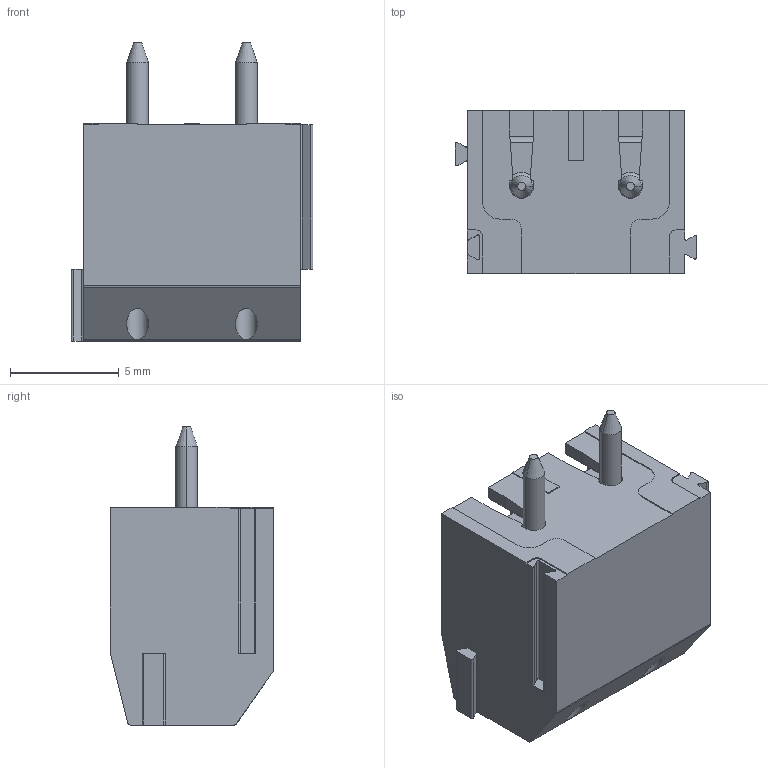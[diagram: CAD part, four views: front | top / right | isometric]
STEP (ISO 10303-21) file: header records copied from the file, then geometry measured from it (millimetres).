
FILE_DESCRIPTION((''),'2;1');
FILE_NAME('DB500-0001_ASM','2020-03-24T15:06:12',('hhj'),(''),'CREO PARAMETRIC BY PTC INC, 2018500','CREO PARAMETRIC BY PTC INC, 2018500','');
FILE_SCHEMA(('CONFIG_CONTROL_DESIGN'));
Length unit declared in the file: millimetre
Products named in the file (5): DB-5-BODY; DB500-20010; DB500-5001; PRT5004TANPIAN; DB500-0001_ASM
Assembly tree (7 placements, depth 2):
  DB500-0001_ASM
    DB-5-BODY
    DB500-20010  x2
    DB500-5001  x2
    PRT5004TANPIAN  x2
Bounding box: 11.1 x 7.5 x 13.7 mm (x, y, z)
Volume: 501.6 mm3; surface area: 1439 mm2
Topology: 7 solids, 7 shells, 398 faces, 1065 edges, 686 vertices
Faces by surface type: plane 181, cylinder 141, bspline 32, cone 24, torus 20
Entity records: 12531 total; most frequent: CARTESIAN_POINT 5304, ORIENTED_EDGE 1536, DIRECTION 1420, EDGE_CURVE 768, VERTEX_POINT 495, VECTOR 482, LINE 482, AXIS2_PLACEMENT_3D 469
